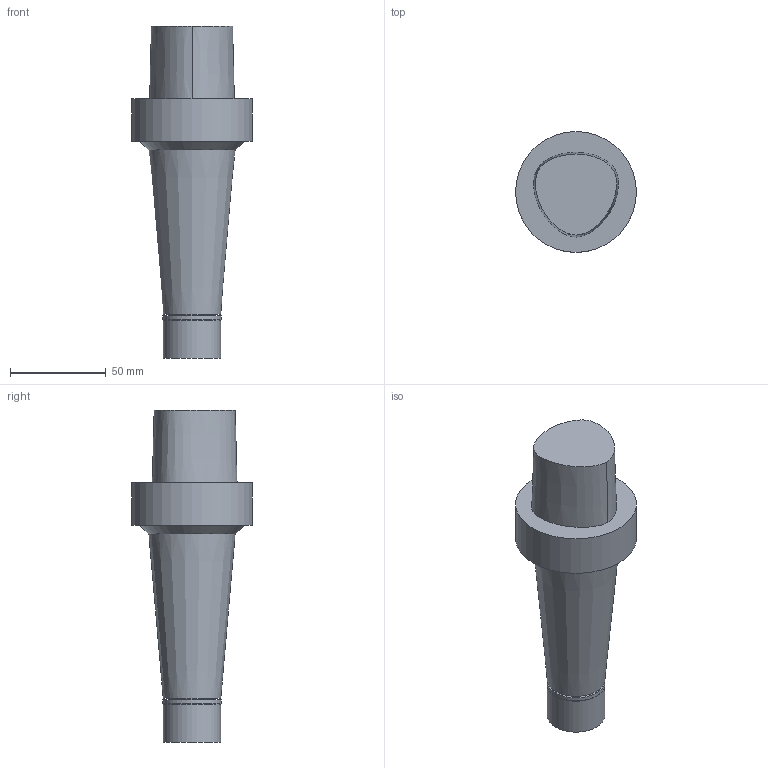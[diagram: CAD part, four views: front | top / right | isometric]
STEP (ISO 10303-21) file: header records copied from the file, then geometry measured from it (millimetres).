
FILE_DESCRIPTION((''),'1');
FILE_NAME('C6-MEGA8E-135.stp','2012-11-13T07:52:46',(''),(''),'Spatial Interop R18','Kubotek KeyCreator V8.5.1 (14335)',' ');
FILE_SCHEMA(('CONFIG_CONTROL_DESIGN'));
Length unit declared in the file: millimetre
Products named in the file (1): 1
Bounding box: 62.98 x 62.98 x 173 mm (x, y, z)
Volume: 244001.6 mm3; surface area: 27910.5 mm2
Topology: 1 solids, 1 shells, 16 faces, 27 edges, 16 vertices
Faces by surface type: plane 6, cone 4, cylinder 4, bspline 2
Full cylindrical faces by diameter (mm): 22.4 x1, 30 x1, 30.3 x1, 62.985 x1
Entity records: 566 total; most frequent: CARTESIAN_POINT 253, DIRECTION 57, ORIENTED_EDGE 38, AXIS2_PLACEMENT_3D 27, EDGE_LOOP 27, EDGE_CURVE 19, FACE_BOUND 18, ADVANCED_FACE 16
